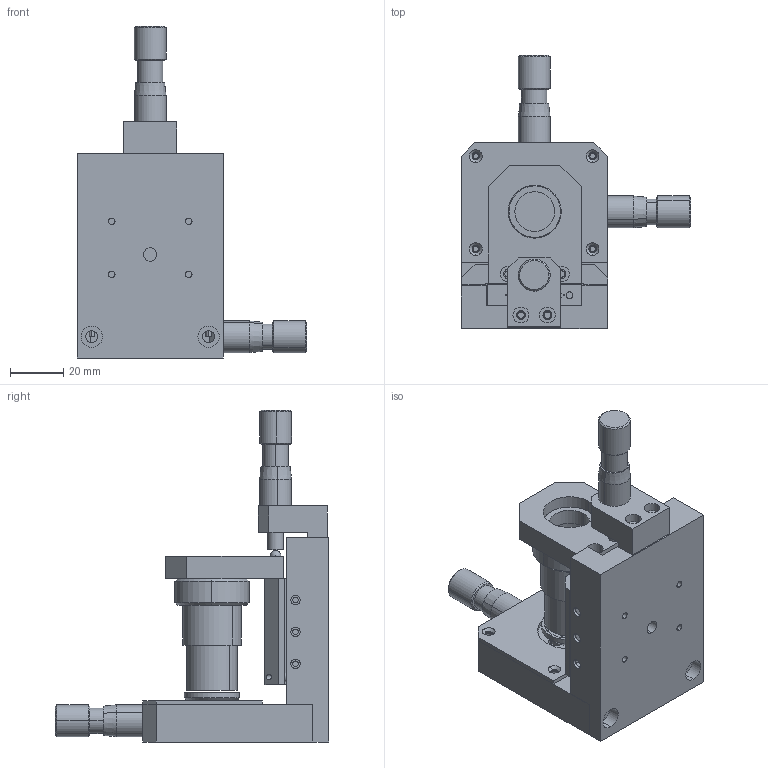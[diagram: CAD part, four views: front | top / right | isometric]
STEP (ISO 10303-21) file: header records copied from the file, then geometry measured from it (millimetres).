
FILE_DESCRIPTION (( 'STEP AP214' ), '1' );
FILE_NAME ('GCO-0112M 俋倰芞.STEP', '2016-05-16T06:23:44', ( 'Lxtx999.CoM' ), ( 'Lxtx999.CoM' ), 'SwSTEP 2.0', 'SolidWorks 2010', '' );
FILE_SCHEMA (( 'AUTOMOTIVE_DESIGN' ));
Length unit declared in the file: centimetre
Products named in the file (1): GCO-0112M 俋倰芞
Bounding box: 86.5 x 103 x 125.1 mm (x, y, z)
Surface area: 49151.5 mm2 (no closed solid volume)
Topology: 0 solids, 34 shells, 260 faces, 777 edges, 555 vertices
Faces by surface type: cylinder 116, plane 100, cone 42, sphere 2
Entity records: 11820 total; most frequent: DIRECTION 1658, CARTESIAN_POINT 1639, ORIENTED_EDGE 1266, EDGE_CURVE 772, AXIS2_PLACEMENT_3D 635, VERTEX_POINT 552, LINE 388, VECTOR 388
